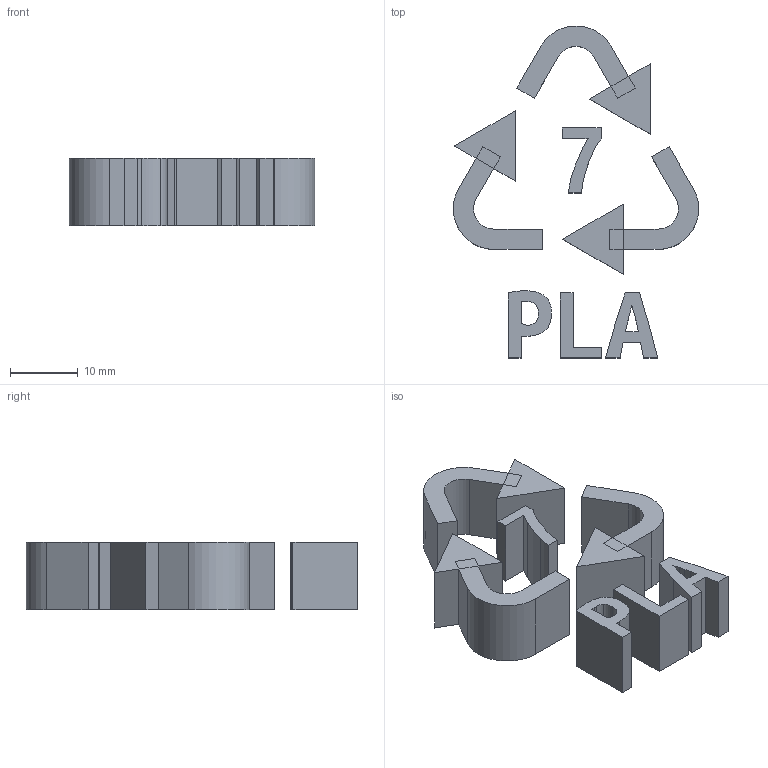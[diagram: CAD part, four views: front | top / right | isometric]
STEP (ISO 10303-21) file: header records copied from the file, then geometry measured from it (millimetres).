
FILE_DESCRIPTION(('FreeCAD Model'),'2;1');
FILE_NAME('PLA-recycling-symbol.step','2019-06-10T15:17:01',( 'Author'),(''),'Open CASCADE STEP processor 7.3','FreeCAD','Unknown' );
FILE_SCHEMA(('AUTOMOTIVE_DESIGN { 1 0 10303 214 1 1 1 1 }'));
Length unit declared in the file: millimetre
Products named in the file (1): PLA-recycling-symbol
Bounding box: 36.25 x 49.03 x 10 mm (x, y, z)
Volume: 4587.5 mm3; surface area: 4622.3 mm2
Topology: 7 solids, 7 shells, 117 faces, 297 edges, 194 vertices
Faces by surface type: bspline 66, plane 45, cylinder 6
Entity records: 7899 total; most frequent: CARTESIAN_POINT 2371, ORIENTED_EDGE 594, PCURVE 594, DEFINITIONAL_REPRESENTATION 594, B_SPLINE_CURVE_WITH_KNOTS 594, DIRECTION 407, EDGE_CURVE 297, SURFACE_CURVE 297
